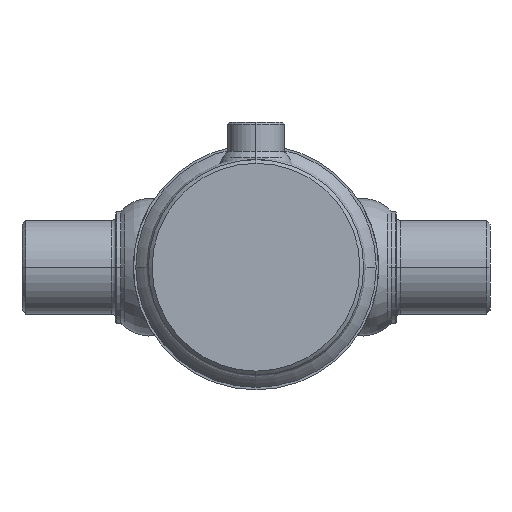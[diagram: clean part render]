
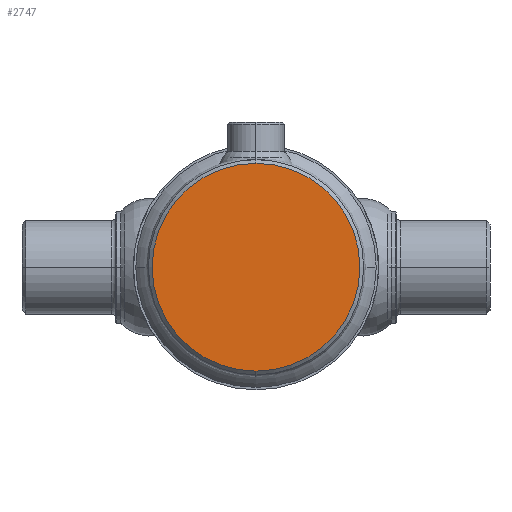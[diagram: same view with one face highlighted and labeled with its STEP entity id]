
A CAD part, left-side view. The second image highlights one B-rep face of the part: STEP entity #2747.
In plain terms, the highlighted planar face has unit normal (-1, 0, 0).
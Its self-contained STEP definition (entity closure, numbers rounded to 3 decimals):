
#19 = AXIS2_PLACEMENT_3D ( 'NONE', #3368, #3342, #3323 ) ;
#59 = ORIENTED_EDGE ( 'NONE', *, *, #2378, .T. ) ;
#109 = DIRECTION ( 'NONE',  ( 0., 0., -1. ) ) ;
#123 = DIRECTION ( 'NONE',  ( -1., 0., 0. ) ) ;
#129 = CARTESIAN_POINT ( 'NONE',  ( 0., 0., 0. ) ) ;
#344 = AXIS2_PLACEMENT_3D ( 'NONE', #129, #123, #109 ) ;
#595 = VERTEX_POINT ( 'NONE', #2967 ) ;
#1365 = DIRECTION ( 'NONE',  ( 1., 0., 0. ) ) ;
#1580 = EDGE_CURVE ( 'NONE', #2470, #595, #3756, .T. ) ;
#2164 = ORIENTED_EDGE ( 'NONE', *, *, #1580, .T. ) ;
#2295 = FACE_OUTER_BOUND ( 'NONE', #3349, .T. ) ;
#2378 = EDGE_CURVE ( 'NONE', #595, #2470, #3396, .T. ) ;
#2470 = VERTEX_POINT ( 'NONE', #2952 ) ;
#2747 = ADVANCED_FACE ( 'NONE', ( #2295 ), #2842, .F. ) ;
#2842 = PLANE ( 'NONE',  #3101 ) ;
#2952 = CARTESIAN_POINT ( 'NONE',  ( 0., 0., -55.5 ) ) ;
#2967 = CARTESIAN_POINT ( 'NONE',  ( 0., 0., 55.5 ) ) ;
#3101 = AXIS2_PLACEMENT_3D ( 'NONE', #3127, #1365, #3414 ) ;
#3127 = CARTESIAN_POINT ( 'NONE',  ( 0., 0., 0. ) ) ;
#3323 = DIRECTION ( 'NONE',  ( 0., 0., -1. ) ) ;
#3342 = DIRECTION ( 'NONE',  ( -1., 0., 0. ) ) ;
#3349 = EDGE_LOOP ( 'NONE', ( #2164, #59 ) ) ;
#3368 = CARTESIAN_POINT ( 'NONE',  ( 0., 0., 0. ) ) ;
#3396 = CIRCLE ( 'NONE', #344, 55.5 ) ;
#3414 = DIRECTION ( 'NONE',  ( 0., 0., -1. ) ) ;
#3756 = CIRCLE ( 'NONE', #19, 55.5 ) ;
